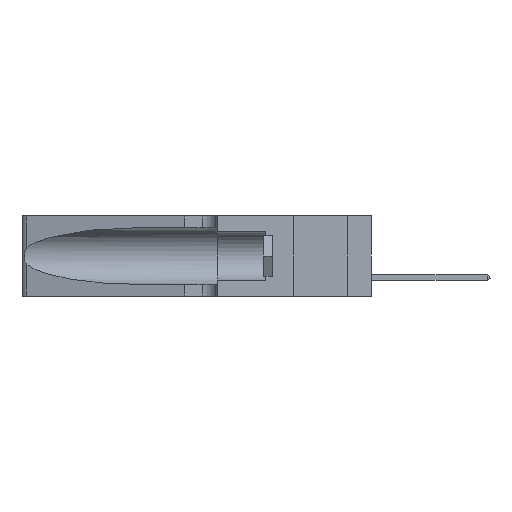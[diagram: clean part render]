
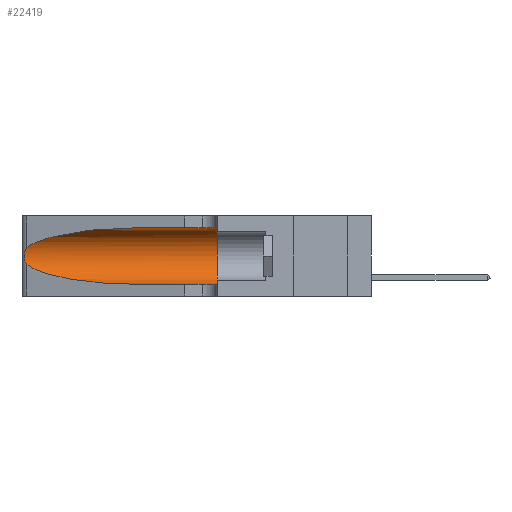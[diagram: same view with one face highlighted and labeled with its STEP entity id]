
A CAD part, left-side view. The second image highlights one B-rep face of the part: STEP entity #22419.
In plain terms, the highlighted cylindrical face has radius 3.308 mm (diameter 6.617 mm), a partial arc.
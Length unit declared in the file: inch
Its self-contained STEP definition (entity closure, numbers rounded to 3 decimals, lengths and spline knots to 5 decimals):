
#1180 = ORIENTED_EDGE ( 'NONE', *, *, #27566, .F. ) ;
#1373 = CARTESIAN_POINT ( 'NONE',  ( 0.2373, 1.15595, 0.08982 ) ) ;
#1789 = CARTESIAN_POINT ( 'NONE',  ( 0.1305, 0.35, 0.31525 ) ) ;
#2575 = FACE_OUTER_BOUND ( 'NONE', #25013, .T. ) ;
#3581 = CARTESIAN_POINT ( 'NONE',  ( 0.1305, 0.35, 0.185 ) ) ;
#3709 = DIRECTION ( 'NONE',  ( 0., 0., 1. ) ) ;
#3873 = LINE ( 'NONE', #29893, #20377 ) ;
#4153 = CARTESIAN_POINT ( 'NONE',  ( 0.26017, 1.23833, 0.17102 ) ) ;
#4377 = CARTESIAN_POINT ( 'NONE',  ( 0.18966, 0.96281, 0.05475 ) ) ;
#4518 = CARTESIAN_POINT ( 'NONE',  ( 0.26075, 1.23896, 0.19203 ) ) ;
#6323 = CARTESIAN_POINT ( 'NONE',  ( 0.1305, 1.61858, 0.31525 ) ) ;
#6452 = ORIENTED_EDGE ( 'NONE', *, *, #9738, .T. ) ;
#6456 = VERTEX_POINT ( 'NONE', #31469 ) ;
#6493 = DIRECTION ( 'NONE',  ( 0., 1., 0. ) ) ;
#6801 = CARTESIAN_POINT ( 'NONE',  ( 0.25487, 1.22718, 0.14631 ) ) ;
#7284 = VERTEX_POINT ( 'NONE', #35715 ) ;
#7555 = CARTESIAN_POINT ( 'NONE',  ( 0.1305, 0.72297, 0.31525 ) ) ;
#8710 = DIRECTION ( 'NONE',  ( 0., -1., 0. ) ) ;
#8724 = CARTESIAN_POINT ( 'NONE',  ( 0.1305, 0.72297, 0.31525 ) ) ;
#9113 = VERTEX_POINT ( 'NONE', #7555 ) ;
#9602 = CARTESIAN_POINT ( 'NONE',  ( 0.25487, 1.22718, 0.14631 ) ) ;
#9738 = EDGE_CURVE ( 'NONE', #22637, #25695, #3873, .T. ) ;
#9978 = CYLINDRICAL_SURFACE ( 'NONE', #29935, 0.13025 ) ;
#11077 = DIRECTION ( 'NONE',  ( 0., -1., 0. ) ) ;
#11082 = CARTESIAN_POINT ( 'NONE',  ( 0.18966, 0.96281, 0.31525 ) ) ;
#12009 = EDGE_CURVE ( 'NONE', #9113, #19301, #30526, .T. ) ;
#12903 = CARTESIAN_POINT ( 'NONE',  ( 0.25639, 1.23184, 0.21858 ) ) ;
#14050 = ORIENTED_EDGE ( 'NONE', *, *, #31320, .T. ) ;
#14829 =( BOUNDED_CURVE ( )  B_SPLINE_CURVE ( 3, ( #8724, #11082, #30696, #16777 ),
 .UNSPECIFIED., .F., .F. ) 
 B_SPLINE_CURVE_WITH_KNOTS ( ( 4, 4 ),
 ( 1.5708, 2.84003 ),
 .UNSPECIFIED. ) 
 CURVE ( )  GEOMETRIC_REPRESENTATION_ITEM ( )  RATIONAL_B_SPLINE_CURVE ( ( 1., 0.87, 0.87, 1. ) ) 
 REPRESENTATION_ITEM ( '' )  );
#15183 = DIRECTION ( 'NONE',  ( 0., 0., -1. ) ) ;
#15208 = CARTESIAN_POINT ( 'NONE',  ( 0.25789, 1.23486, 0.15765 ) ) ;
#15547 = CARTESIAN_POINT ( 'NONE',  ( 0.1305, 0.72297, 0.05475 ) ) ;
#15571 = CARTESIAN_POINT ( 'NONE',  ( 0.25854, 1.2359, 0.20912 ) ) ;
#15702 = CARTESIAN_POINT ( 'NONE',  ( 0.25487, 1.22718, 0.22369 ) ) ;
#16456 = AXIS2_PLACEMENT_3D ( 'NONE', #3581, #6493, #3709 ) ;
#16777 = CARTESIAN_POINT ( 'NONE',  ( 0.25487, 1.22718, 0.22369 ) ) ;
#18491 = CARTESIAN_POINT ( 'NONE',  ( 0.26075, 1.23896, 0.178 ) ) ;
#19301 = VERTEX_POINT ( 'NONE', #1789 ) ;
#19722 = ORIENTED_EDGE ( 'NONE', *, *, #26779, .T. ) ;
#20377 = VECTOR ( 'NONE', #8710, 39.37008 ) ;
#20906 = CARTESIAN_POINT ( 'NONE',  ( 0.26018, 1.23835, 0.19895 ) ) ;
#21023 = CARTESIAN_POINT ( 'NONE',  ( 0.25856, 1.23593, 0.16098 ) ) ;
#21124 = CARTESIAN_POINT ( 'NONE',  ( 0.1305, 1.61858, 0.185 ) ) ;
#21266 = CARTESIAN_POINT ( 'NONE',  ( 0.25555, 1.22993, 0.14849 ) ) ;
#22283 = CIRCLE ( 'NONE', #16456, 0.13025 ) ;
#22419 = ADVANCED_FACE ( 'NONE', ( #2575 ), #9978, .F. ) ;
#22442 = EDGE_CURVE ( 'NONE', #6456, #22637, #34724, .T. ) ;
#22637 = VERTEX_POINT ( 'NONE', #15547 ) ;
#23507 = CARTESIAN_POINT ( 'NONE',  ( 0.25639, 1.23186, 0.15144 ) ) ;
#24490 = ORIENTED_EDGE ( 'NONE', *, *, #12009, .F. ) ;
#25013 = EDGE_LOOP ( 'NONE', ( #19722, #14050, #28023, #6452, #1180, #24490 ) ) ;
#25695 = VERTEX_POINT ( 'NONE', #30012 ) ;
#26249 = CARTESIAN_POINT ( 'NONE',  ( 0.1305, 0.72297, 0.05475 ) ) ;
#26488 = DIRECTION ( 'NONE',  ( 0., -1., 0. ) ) ;
#26506 = CARTESIAN_POINT ( 'NONE',  ( 0.25555, 1.22994, 0.2215 ) ) ;
#26779 = EDGE_CURVE ( 'NONE', #9113, #7284, #14829, .T. ) ;
#27566 = EDGE_CURVE ( 'NONE', #19301, #25695, #22283, .T. ) ;
#28023 = ORIENTED_EDGE ( 'NONE', *, *, #22442, .T. ) ;
#29893 = CARTESIAN_POINT ( 'NONE',  ( 0.1305, 1.61858, 0.05475 ) ) ;
#29935 = AXIS2_PLACEMENT_3D ( 'NONE', #21124, #26488, #15183 ) ;
#30012 = CARTESIAN_POINT ( 'NONE',  ( 0.1305, 0.35, 0.05475 ) ) ;
#30526 = LINE ( 'NONE', #6323, #33553 ) ;
#30696 = CARTESIAN_POINT ( 'NONE',  ( 0.2373, 1.15595, 0.28018 ) ) ;
#31320 = EDGE_CURVE ( 'NONE', #7284, #6456, #34031, .T. ) ;
#31469 = CARTESIAN_POINT ( 'NONE',  ( 0.25487, 1.22718, 0.14631 ) ) ;
#32180 = CARTESIAN_POINT ( 'NONE',  ( 0.25787, 1.23484, 0.2124 ) ) ;
#33553 = VECTOR ( 'NONE', #11077, 39.37008 ) ;
#34031 = B_SPLINE_CURVE_WITH_KNOTS ( 'NONE', 3,
 ( #15702, #26506, #12903, #32180, #15571, #20906, #4518, #18491, #4153, #21023, #15208, #23507, #21266, #9602 ),
 .UNSPECIFIED., .F., .F.,
 ( 4, 2, 2, 2, 2, 2, 4 ),
 ( 0., 0.00027, 0.00053, 0.00107, 0.0016, 0.00187, 0.00214 ),
 .UNSPECIFIED. ) ;
#34724 =( BOUNDED_CURVE ( )  B_SPLINE_CURVE ( 3, ( #6801, #1373, #4377, #26249 ),
 .UNSPECIFIED., .F., .F. ) 
 B_SPLINE_CURVE_WITH_KNOTS ( ( 4, 4 ),
 ( 3.44316, 4.71239 ),
 .UNSPECIFIED. ) 
 CURVE ( )  GEOMETRIC_REPRESENTATION_ITEM ( )  RATIONAL_B_SPLINE_CURVE ( ( 1., 0.87, 0.87, 1. ) ) 
 REPRESENTATION_ITEM ( '' )  );
#35715 = CARTESIAN_POINT ( 'NONE',  ( 0.25487, 1.22718, 0.22369 ) ) ;
